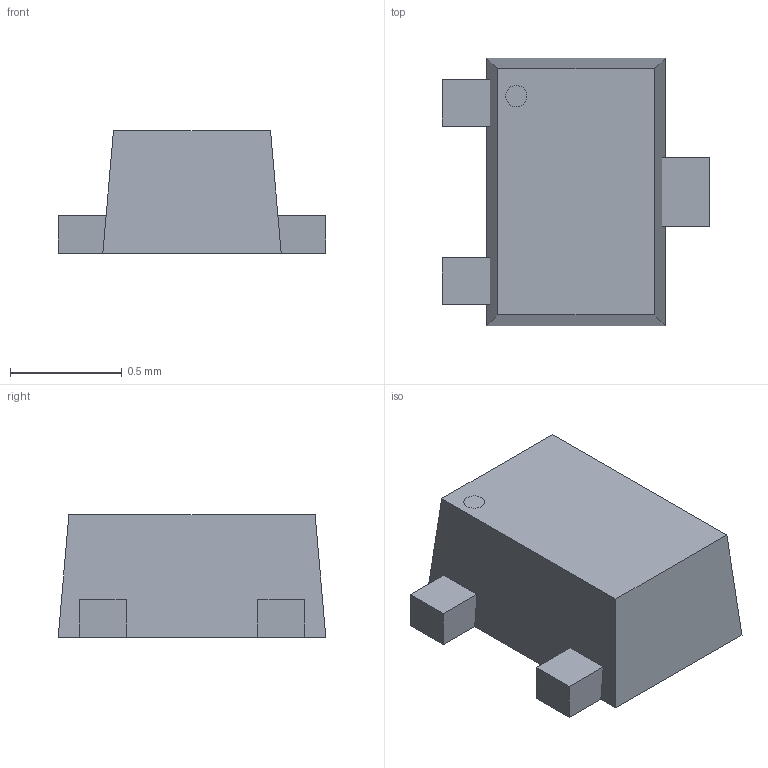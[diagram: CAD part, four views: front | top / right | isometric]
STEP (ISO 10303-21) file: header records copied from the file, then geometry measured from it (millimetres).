
FILE_DESCRIPTION(('FreeCAD Model'),'2;1');
FILE_NAME('Open CASCADE Shape Model','2021-12-16T23:52:20',( 'kicad StepUp'),('ksu MCAD'),'Open CASCADE STEP processor 7.4', 'FreeCAD','Unknown');
FILE_SCHEMA(('AUTOMOTIVE_DESIGN { 1 0 10303 214 1 1 1 1 }'));
Length unit declared in the file: millimetre
Products named in the file (1): SOT_723
Bounding box: 1.2 x 1.2 x 0.55 mm (x, y, z)
Volume: 0.5 mm3; surface area: 5 mm2
Topology: 5 solids, 5 shells, 43 faces, 96 edges, 64 vertices
Faces by surface type: plane 39, cylinder 4
Entity records: 1531 total; most frequent: CARTESIAN_POINT 204, DIRECTION 192, ORIENTED_EDGE 192, EDGE_CURVE 96, LINE 88, VECTOR 88, VERTEX_POINT 64, AXIS2_PLACEMENT_3D 52
